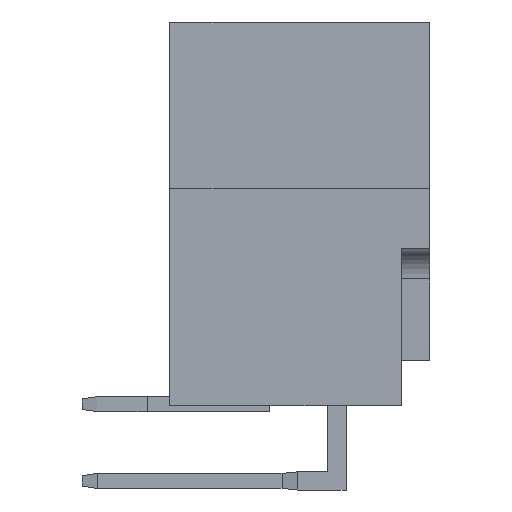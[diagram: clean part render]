
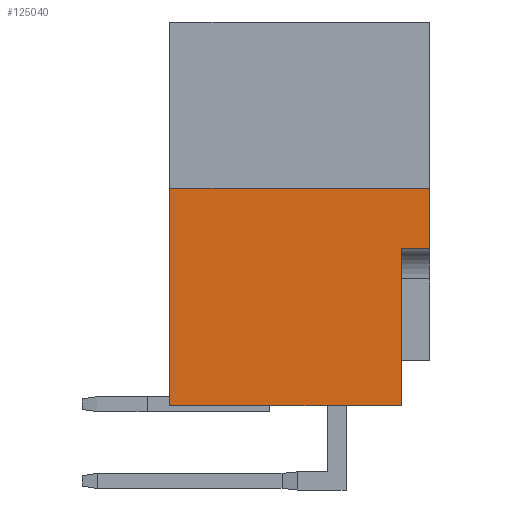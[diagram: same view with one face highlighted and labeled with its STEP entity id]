
A CAD part, front view. The second image highlights one B-rep face of the part: STEP entity #125040.
In plain terms, the highlighted planar face has unit normal (0, -1, 0).
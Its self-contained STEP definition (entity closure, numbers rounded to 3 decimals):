
#44240=CARTESIAN_POINT('',(0.,-25.4,-42.8));
#44250=VERTEX_POINT('',#44240);
#44280=CARTESIAN_POINT('',(0.,-25.4,-50.));
#44290=DIRECTION('',(0.,0.,1.));
#44300=VECTOR('',#44290,1.);
#44310=LINE('',#44280,#44300);
#44320=CARTESIAN_POINT('',(0.,-25.4,-50.));
#44330=VERTEX_POINT('',#44320);
#44340=EDGE_CURVE('',#44330,#44250,#44310,.T.);
#122060=CARTESIAN_POINT('',(8.6,-25.4,-44.8));
#122070=VERTEX_POINT('',#122060);
#122150=CARTESIAN_POINT('',(7.65,-25.4,-44.8));
#122160=VERTEX_POINT('',#122150);
#122190=CARTESIAN_POINT('',(0.,-25.4,-44.8));
#122200=DIRECTION('',(-1.,0.,0.));
#122210=VECTOR('',#122200,1.);
#122220=LINE('',#122190,#122210);
#122230=EDGE_CURVE('',#122070,#122160,#122220,.T.);
#122850=CARTESIAN_POINT('',(7.65,-25.4,-50.));
#122860=VERTEX_POINT('',#122850);
#122980=CARTESIAN_POINT('',(0.,-25.4,-50.));
#122990=DIRECTION('',(1.,0.,0.));
#123000=VECTOR('',#122990,1.);
#123010=LINE('',#122980,#123000);
#123020=EDGE_CURVE('',#44330,#122860,#123010,.T.);
#123990=CARTESIAN_POINT('',(7.65,-25.4,-50.));
#124000=DIRECTION('',(0.,0.,1.));
#124010=VECTOR('',#124000,1.);
#124020=LINE('',#123990,#124010);
#124030=EDGE_CURVE('',#122860,#122160,#124020,.T.);
#124790=CARTESIAN_POINT('',(8.6,-25.4,-50.));
#124800=DIRECTION('',(-0.,-1.,-0.));
#124810=DIRECTION('',(-1.,0.,0.));
#124820=AXIS2_PLACEMENT_3D('',#124790,#124800,#124810);
#124830=PLANE('',#124820);
#124840=ORIENTED_EDGE('',*,*,#124030,.T.);
#124850=ORIENTED_EDGE('',*,*,#123020,.T.);
#124860=ORIENTED_EDGE('',*,*,#44340,.F.);
#124870=CARTESIAN_POINT('',(0.,-25.4,-42.8));
#124880=DIRECTION('',(1.,0.,0.));
#124890=VECTOR('',#124880,1.);
#124900=LINE('',#124870,#124890);
#124910=CARTESIAN_POINT('',(8.6,-25.4,-42.8));
#124920=VERTEX_POINT('',#124910);
#124930=EDGE_CURVE('',#44250,#124920,#124900,.T.);
#124940=ORIENTED_EDGE('',*,*,#124930,.F.);
#124950=CARTESIAN_POINT('',(8.6,-25.4,-50.));
#124960=DIRECTION('',(0.,0.,1.));
#124970=VECTOR('',#124960,1.);
#124980=LINE('',#124950,#124970);
#124990=EDGE_CURVE('',#122070,#124920,#124980,.T.);
#125000=ORIENTED_EDGE('',*,*,#124990,.T.);
#125010=ORIENTED_EDGE('',*,*,#122230,.F.);
#125020=EDGE_LOOP('',(#125010,#125000,#124940,#124860,#124850,#124840));
#125030=FACE_OUTER_BOUND('',#125020,.T.);
#125040=ADVANCED_FACE('',(#125030),#124830,.T.);
